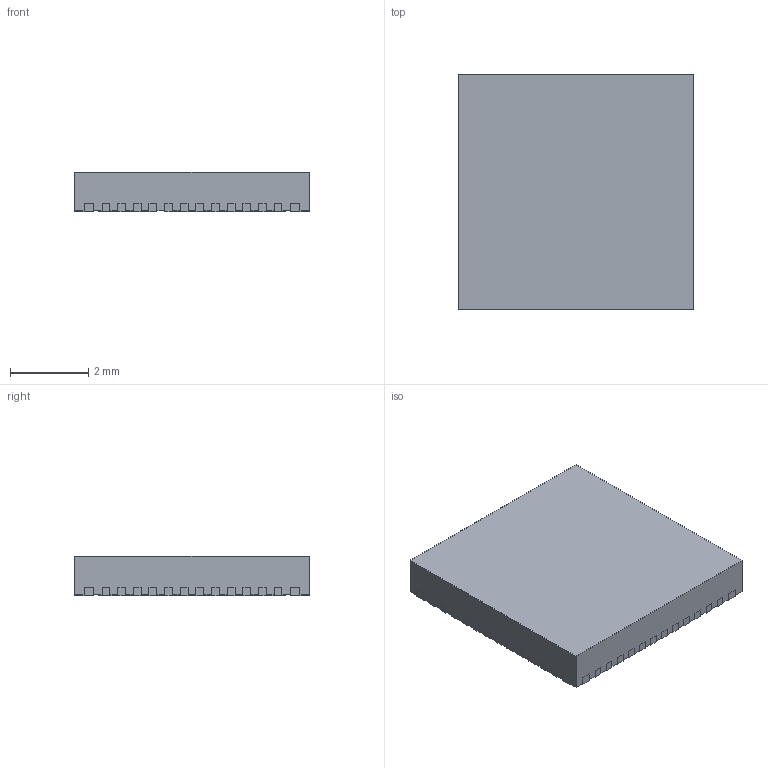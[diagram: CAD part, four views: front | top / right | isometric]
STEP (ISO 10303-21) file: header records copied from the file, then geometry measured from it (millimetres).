
FILE_DESCRIPTION((''),'2;1');
FILE_NAME('RJT0048A_ASM','2017-09-05T07:48:07',('a0412086'),(''),'CREO PARAMETRIC BY PTC INC, 2017110','CREO PARAMETRIC BY PTC INC, 2017110','');
FILE_SCHEMA(('AUTOMOTIVE_DESIGN { 1 0 10303 214 1 1 1 1 }'));
Length unit declared in the file: millimetre
Products named in the file (4): BODY-QFN; FRAME-RJT0048A; PIN1-ID; RJT0048A_ASM
Assembly tree (3 placements, depth 2):
  RJT0048A_ASM
    BODY-QFN
    FRAME-RJT0048A
    PIN1-ID
Bounding box: 6 x 6 x 1 mm (x, y, z)
Volume: 35.7 mm3; surface area: 177.7 mm2
Topology: 52 solids, 52 shells, 623 faces, 1530 edges, 1020 vertices
Faces by surface type: plane 527, cylinder 96
Entity records: 23776 total; most frequent: CARTESIAN_POINT 3223, ORIENTED_EDGE 3060, DIRECTION 3034, PRESENTATION_STYLE_ASSIGNMENT 1634, STYLED_ITEM 1582, CURVE_STYLE 1530, EDGE_CURVE 1530, VECTOR 1338
